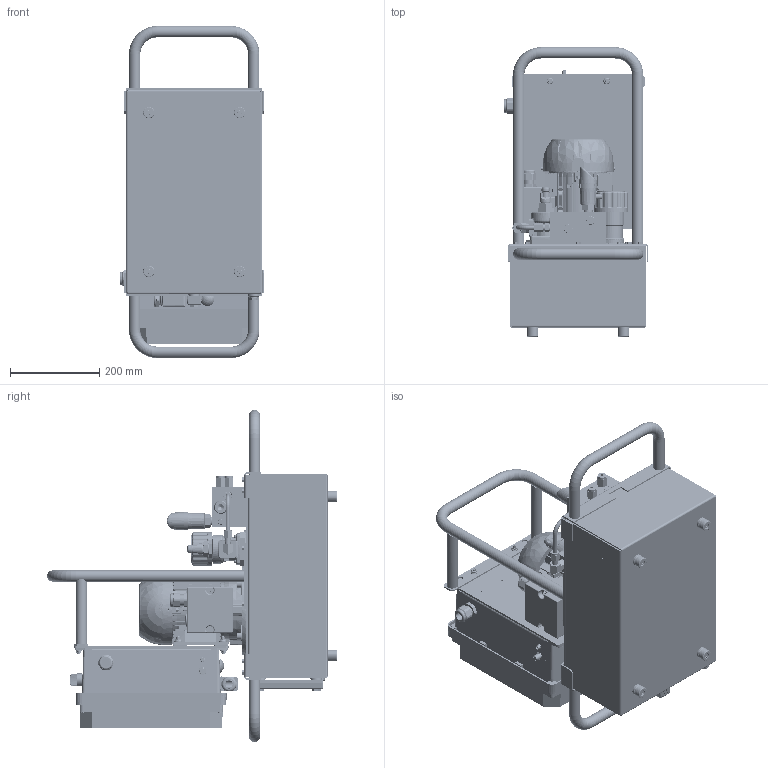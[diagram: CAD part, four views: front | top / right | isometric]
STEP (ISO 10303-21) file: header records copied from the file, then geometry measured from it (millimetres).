
FILE_DESCRIPTION((''),'2;1');
FILE_NAME('ILCMV45959500','2017-10-10T',('kr'),(''),'PRO/ENGINEER BY PARAMETRIC TECHNOLOGY CORPORATION, 2013320','PRO/ENGINEER BY PARAMETRIC TECHNOLOGY CORPORATION, 2013320','');
FILE_SCHEMA(('AUTOMOTIVE_DESIGN { 1 0 10303 214 1 1 1 1 }'));
Products named in the file (1): ILCMV45959500
Bounding box: 324.21 x 648.11 x 742.95 mm (x, y, z)
Volume: 10617444 mm3; surface area: 3320132.5 mm2
Topology: 20 solids, 29 shells, 10008 faces, 26292 edges, 16857 vertices
Faces by surface type: plane 4898, cylinder 2411, cone 1228, extrusion 647, torus 362, bspline 347, sphere 113, revolution 2
Entity records: 441349 total; most frequent: CARTESIAN_POINT 159731, ORIENTED_EDGE 52340, DIRECTION 47038, EDGE_CURVE 26170, VERTEX_POINT 16857, AXIS2_PLACEMENT_3D 16108, VECTOR 14820, LINE 14173
